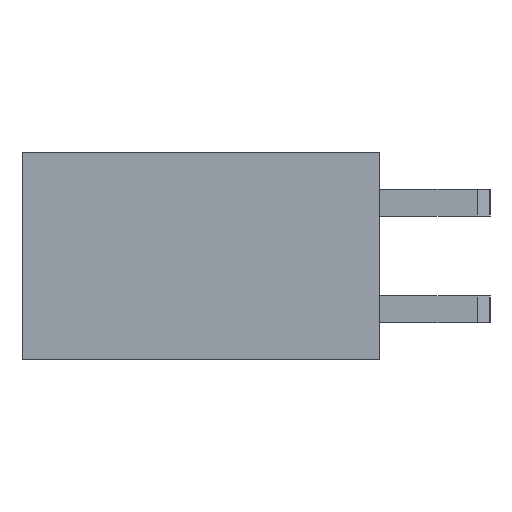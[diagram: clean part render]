
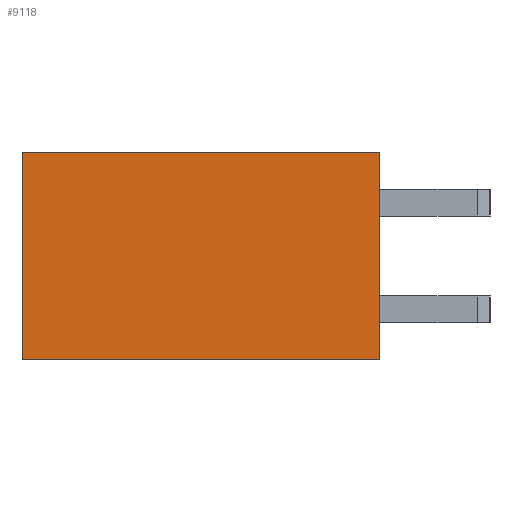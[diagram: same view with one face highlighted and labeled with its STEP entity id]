
A CAD part, left-side view. The second image highlights one B-rep face of the part: STEP entity #9118.
In plain terms, the highlighted planar face has unit normal (-1, 0, 0).
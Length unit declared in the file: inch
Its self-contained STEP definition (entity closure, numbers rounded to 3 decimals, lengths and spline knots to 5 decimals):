
#747=ORIENTED_EDGE('',*,*,#3144,.T.);
#748=ORIENTED_EDGE('',*,*,#2695,.F.);
#749=ORIENTED_EDGE('',*,*,#3177,.F.);
#750=ORIENTED_EDGE('',*,*,#2687,.T.);
#2687=EDGE_CURVE('',#3984,#3983,#4847,.T.);
#2695=EDGE_CURVE('',#3991,#3992,#4855,.T.);
#3144=EDGE_CURVE('',#3983,#3992,#5304,.T.);
#3177=EDGE_CURVE('',#3984,#3991,#5337,.T.);
#3983=VERTEX_POINT('',#12303);
#3984=VERTEX_POINT('',#12305);
#3991=VERTEX_POINT('',#12320);
#3992=VERTEX_POINT('',#12322);
#4847=LINE('',#12304,#6143);
#4855=LINE('',#12321,#6151);
#5304=LINE('',#13218,#6600);
#5337=LINE('',#13268,#6633);
#6143=VECTOR('',#10003,39.37008);
#6151=VECTOR('',#10013,39.37008);
#6600=VECTOR('',#10720,39.37008);
#6633=VECTOR('',#10787,39.37008);
#7522=EDGE_LOOP('',(#747,#748,#749,#750));
#8086=FACE_BOUND('',#7522,.T.);
#8650=PLANE('',#9612);
#9118=ADVANCED_FACE('',(#8086),#8650,.F.);
#9612=AXIS2_PLACEMENT_3D('',#13267,#10785,#10786);
#10003=DIRECTION('',(0.,-1.,0.));
#10013=DIRECTION('',(0.,-1.,0.));
#10720=DIRECTION('',(0.,0.,1.));
#10785=DIRECTION('',(1.,0.,0.));
#10786=DIRECTION('',(0.,0.,-1.));
#10787=DIRECTION('',(0.,0.,1.));
#12303=CARTESIAN_POINT('',(-0.81,0.,-0.0975));
#12304=CARTESIAN_POINT('',(-0.81,0.335,-0.0975));
#12305=CARTESIAN_POINT('',(-0.81,0.335,-0.0975));
#12320=CARTESIAN_POINT('',(-0.81,0.335,0.0975));
#12321=CARTESIAN_POINT('',(-0.81,0.335,0.0975));
#12322=CARTESIAN_POINT('',(-0.81,0.,0.0975));
#13218=CARTESIAN_POINT('',(-0.81,0.,-0.0975));
#13267=CARTESIAN_POINT('',(-0.81,0.335,-0.0975));
#13268=CARTESIAN_POINT('',(-0.81,0.335,-0.0975));
